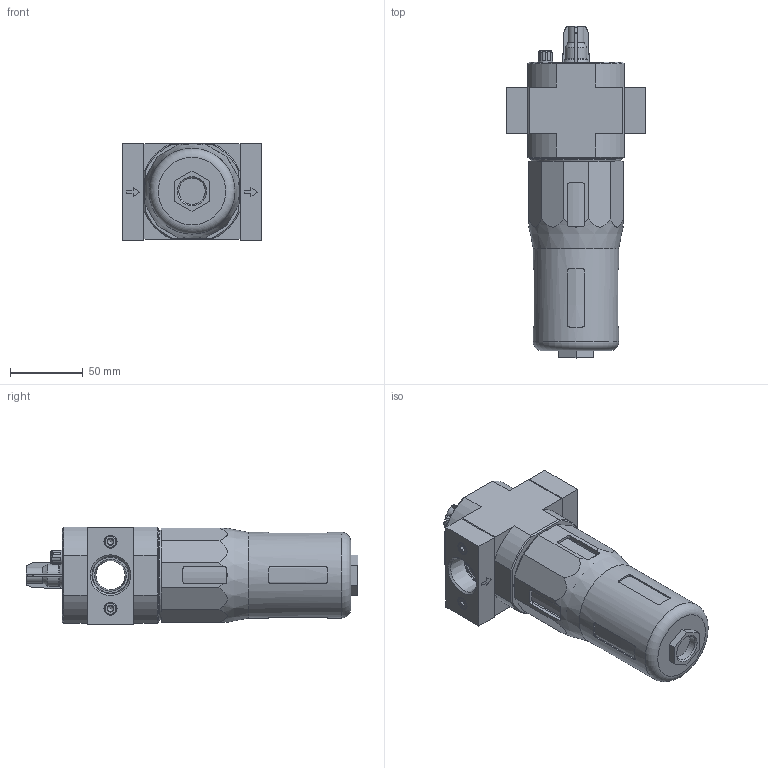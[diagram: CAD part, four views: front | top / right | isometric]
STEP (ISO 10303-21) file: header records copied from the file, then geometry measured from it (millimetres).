
FILE_DESCRIPTION(/* description */ ('STEP AP214'),/* implementation_level */ '2;1');
FILE_NAME(/* name */ '173826_LOE-3_4-D-MAXI-NPT',/* time_stamp */ '2024-09-04T19:18:12+02:00',/* author */ ('License CC BY-ND 4.0'),/* organization */ ('CADENAS'),/* preprocessor_version */ 'ST-DEVELOPER v19.3',/* originating_system */ 'PARTsolutions',/* authorisation */ ' ');
FILE_SCHEMA (('AUTOMOTIVE_DESIGN {1 0 10303 214 3 1 1}'));
Length unit declared in the file: millimetre
Products named in the file (6): 173826 LOE-3/4-D-MAXI-NPT; 396443 LOE-D-MAXI; 714676 PBL-3/4-D-MAXI-NPT-R--P1; DIN-912 - M5x20(F); 373059 LF-D-MAXI; 714674 PBL-3/4-D-MAXI-NPT-L--P1
Assembly tree (9 placements, depth 2):
  173826 LOE-3/4-D-MAXI-NPT
    396443 LOE-D-MAXI
    714676 PBL-3/4-D-MAXI-NPT-R--P1
    DIN-912 - M5x20(F)  x4
    373059 LF-D-MAXI  x2
    714674 PBL-3/4-D-MAXI-NPT-L--P1
Bounding box: 96 x 228 x 67.1 mm (x, y, z)
Volume: 653857.1 mm3; surface area: 123544.4 mm2
Topology: 9 solids, 9 shells, 534 faces, 1347 edges, 842 vertices
Faces by surface type: plane 272, cone 117, cylinder 114, torus 31
Full cylindrical faces by diameter (mm): 3.2 x1, 3.6 x1, 3.8 x1, 4.134 x8, 5 x4, 5.3 x4, 7 x4, 7.3 x2, 8.5 x4, 9 x4, 10 x1, 18 x1, 23 x1, 30 x2, 56.8 x1, 58.8 x1, 61.2 x1, 62 x1
Entity records: 15769 total; most frequent: CARTESIAN_POINT 2938, ORIENTED_EDGE 2088, DIRECTION 2084, EDGE_CURVE 1044, AXIS2_PLACEMENT_3D 797, VERTEX_POINT 721, FACE_BOUND 595, EDGE_LOOP 588
